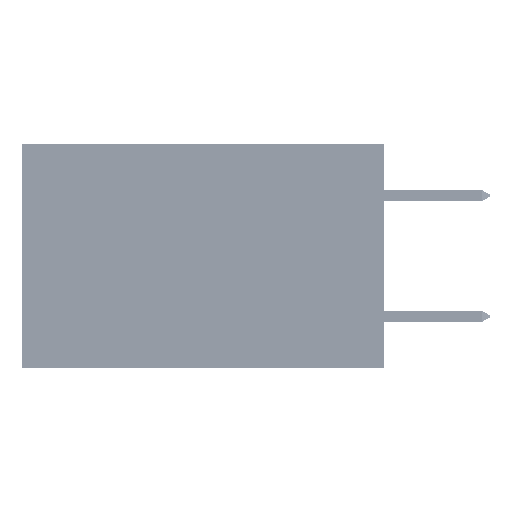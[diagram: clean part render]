
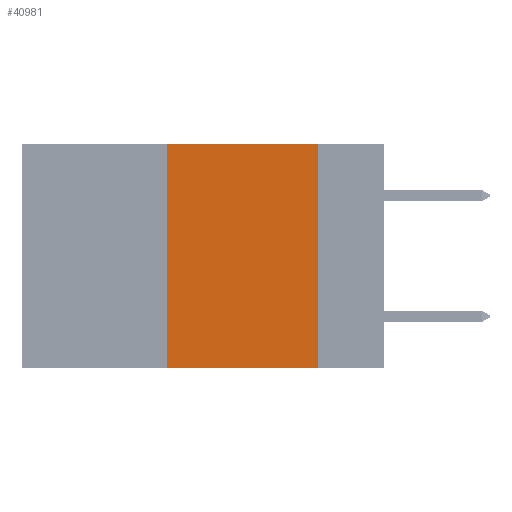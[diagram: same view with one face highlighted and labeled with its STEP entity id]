
A CAD part, left-side view. The second image highlights one B-rep face of the part: STEP entity #40981.
In plain terms, the highlighted planar face has unit normal (-1, 0, 0).
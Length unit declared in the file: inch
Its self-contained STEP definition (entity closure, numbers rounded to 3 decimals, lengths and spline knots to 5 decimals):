
#685 = ORIENTED_EDGE ( 'NONE', *, *, #4835, .F. ) ;
#1299 = EDGE_CURVE ( 'NONE', #44570, #36345, #46542, .T. ) ;
#1651 = VERTEX_POINT ( 'NONE', #18741 ) ;
#2327 = CARTESIAN_POINT ( 'NONE',  ( 0., 0.36, 0. ) ) ;
#2746 = EDGE_LOOP ( 'NONE', ( #685, #44458, #46674, #13603 ) ) ;
#4835 = EDGE_CURVE ( 'NONE', #36345, #1651, #22427, .T. ) ;
#6929 = EDGE_CURVE ( 'NONE', #35652, #44570, #15901, .T. ) ;
#7829 = DIRECTION ( 'NONE',  ( 0., 0., 1. ) ) ;
#8098 = EDGE_CURVE ( 'NONE', #35652, #1651, #23666, .T. ) ;
#9523 = VECTOR ( 'NONE', #43006, 39.37008 ) ;
#9887 = DIRECTION ( 'NONE',  ( 0., -1., 0. ) ) ;
#13603 = ORIENTED_EDGE ( 'NONE', *, *, #8098, .T. ) ;
#13947 = VECTOR ( 'NONE', #27057, 39.37008 ) ;
#15901 = LINE ( 'NONE', #43583, #41338 ) ;
#15983 = VECTOR ( 'NONE', #9887, 39.37008 ) ;
#18741 = CARTESIAN_POINT ( 'NONE',  ( 0., 0.11, -0.37 ) ) ;
#20037 = AXIS2_PLACEMENT_3D ( 'NONE', #32707, #32398, #43174 ) ;
#21808 = PLANE ( 'NONE',  #20037 ) ;
#22427 = LINE ( 'NONE', #45153, #13947 ) ;
#23109 = FACE_OUTER_BOUND ( 'NONE', #2746, .T. ) ;
#23666 = LINE ( 'NONE', #25127, #9523 ) ;
#25127 = CARTESIAN_POINT ( 'NONE',  ( 0., 0.6, -0.37 ) ) ;
#27057 = DIRECTION ( 'NONE',  ( 0., 0., -1. ) ) ;
#32063 = CARTESIAN_POINT ( 'NONE',  ( 0., 0.36, -0.37 ) ) ;
#32398 = DIRECTION ( 'NONE',  ( 1., 0., 0. ) ) ;
#32707 = CARTESIAN_POINT ( 'NONE',  ( 0., 0.6, 0. ) ) ;
#35497 = CARTESIAN_POINT ( 'NONE',  ( 0., 0.6, 0. ) ) ;
#35652 = VERTEX_POINT ( 'NONE', #32063 ) ;
#36345 = VERTEX_POINT ( 'NONE', #46775 ) ;
#40981 = ADVANCED_FACE ( 'NONE', ( #23109 ), #21808, .F. ) ;
#41338 = VECTOR ( 'NONE', #7829, 39.37008 ) ;
#43006 = DIRECTION ( 'NONE',  ( 0., -1., 0. ) ) ;
#43174 = DIRECTION ( 'NONE',  ( 0., 0., -1. ) ) ;
#43583 = CARTESIAN_POINT ( 'NONE',  ( 0., 0.36, 0. ) ) ;
#44458 = ORIENTED_EDGE ( 'NONE', *, *, #1299, .F. ) ;
#44570 = VERTEX_POINT ( 'NONE', #2327 ) ;
#45153 = CARTESIAN_POINT ( 'NONE',  ( 0., 0.11, 0. ) ) ;
#46542 = LINE ( 'NONE', #35497, #15983 ) ;
#46674 = ORIENTED_EDGE ( 'NONE', *, *, #6929, .F. ) ;
#46775 = CARTESIAN_POINT ( 'NONE',  ( 0., 0.11, 0. ) ) ;
